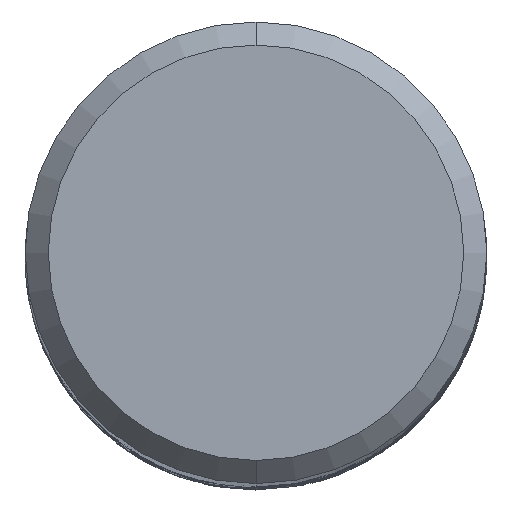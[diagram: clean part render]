
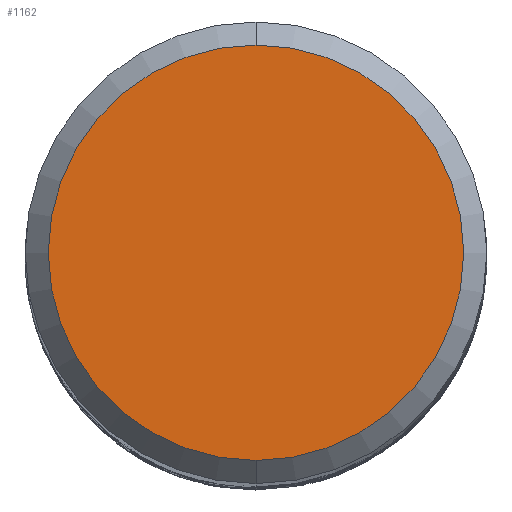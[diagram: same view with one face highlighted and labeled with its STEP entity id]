
A CAD part, top view. The second image highlights one B-rep face of the part: STEP entity #1162.
In plain terms, the highlighted planar face has unit normal (0, 0, 1).
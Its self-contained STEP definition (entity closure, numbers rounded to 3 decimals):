
#1056=VERTEX_POINT('',#2562);
#1162=ADVANCED_FACE('',(#2675),#2676,.T.);
#1494=EDGE_CURVE('',#2080,#1056,#3040,.T.);
#2080=VERTEX_POINT('',#3678);
#2220=EDGE_CURVE('',#1056,#2080,#3832,.T.);
#2562=CARTESIAN_POINT('',(0.,-5.4,0.0));
#2675=FACE_OUTER_BOUND('',#7454,.T.);
#2676=PLANE('',#7455);
#3040=CIRCLE('',#12152,5.4);
#3678=CARTESIAN_POINT('',(0.0,5.4,0.0));
#3832=CIRCLE('',#23235,5.4);
#7454=EDGE_LOOP('',(#23731,#23732));
#7455=AXIS2_PLACEMENT_3D('',#23733,#23734,#23735);
#12152=AXIS2_PLACEMENT_3D('',#24190,#24191,#24192);
#23235=AXIS2_PLACEMENT_3D('',#24984,#24985,#24986);
#23731=ORIENTED_EDGE('',*,*,#1494,.F.);
#23732=ORIENTED_EDGE('',*,*,#2220,.F.);
#23733=CARTESIAN_POINT('',(0.0,2.7,0.0));
#23734=DIRECTION('',(-0.0,0.0,1.0));
#23735=DIRECTION('',(0.0,-1.0,0.0));
#24190=CARTESIAN_POINT('',(0.0,0.0,0.0));
#24191=DIRECTION('',(0.0,0.0,-1.0));
#24192=DIRECTION('',(0.0,1.0,0.0));
#24984=CARTESIAN_POINT('',(0.0,0.0,0.0));
#24985=DIRECTION('',(0.0,0.0,-1.0));
#24986=DIRECTION('',(0.0,1.0,0.0));
